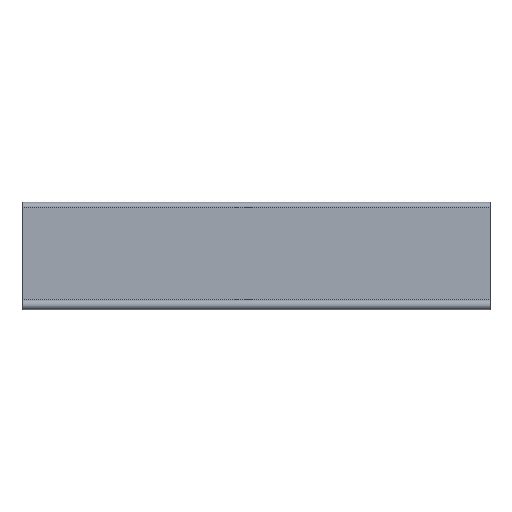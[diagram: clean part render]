
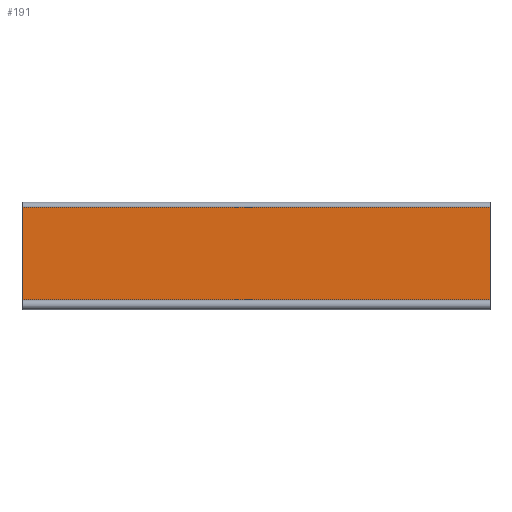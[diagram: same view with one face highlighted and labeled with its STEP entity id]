
A CAD part, left-side view. The second image highlights one B-rep face of the part: STEP entity #191.
In plain terms, the highlighted planar face has unit normal (-1, 0, 0).
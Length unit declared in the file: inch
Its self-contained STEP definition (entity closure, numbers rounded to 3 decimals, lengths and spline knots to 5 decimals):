
#130=CARTESIAN_POINT('',(3.1305,-2.8864,-0.59375));
#131=VERTEX_POINT('',#130);
#138=CARTESIAN_POINT('',(3.1305,3.1136,-0.59375));
#139=VERTEX_POINT('',#138);
#140=CARTESIAN_POINT('',(3.1305,0.1136,-0.59375));
#141=DIRECTION('',(0.,1.,0.));
#142=VECTOR('',#141,1.);
#143=LINE('',#140,#142);
#144=EDGE_CURVE('',#131,#139,#143,.T.);
#161=CARTESIAN_POINT('',(3.1305,-2.8864,0.59375));
#162=VERTEX_POINT('',#161);
#163=CARTESIAN_POINT('',(3.1305,-2.8864,0.59375));
#164=DIRECTION('',(0.,0.,1.));
#165=VECTOR('',#164,1.);
#166=LINE('',#163,#165);
#167=EDGE_CURVE('',#131,#162,#166,.T.);
#168=ORIENTED_EDGE('',*,*,#167,.T.);
#169=CARTESIAN_POINT('',(3.1305,3.1136,0.59375));
#170=VERTEX_POINT('',#169);
#171=CARTESIAN_POINT('',(3.1305,0.1136,0.59375));
#172=DIRECTION('',(0.,-1.,0.));
#173=VECTOR('',#172,1.);
#174=LINE('',#171,#173);
#175=EDGE_CURVE('',#170,#162,#174,.T.);
#176=ORIENTED_EDGE('',*,*,#175,.F.);
#177=CARTESIAN_POINT('',(3.1305,3.1136,0.59375));
#178=DIRECTION('',(0.,0.,-1.));
#179=VECTOR('',#178,1.);
#180=LINE('',#177,#179);
#181=EDGE_CURVE('',#170,#139,#180,.T.);
#182=ORIENTED_EDGE('',*,*,#181,.T.);
#183=ORIENTED_EDGE('',*,*,#144,.F.);
#184=EDGE_LOOP('',(#168,#176,#182,#183));
#185=FACE_OUTER_BOUND('',#184,.T.);
#186=CARTESIAN_POINT('',(3.1305,0.1136,0.));
#187=DIRECTION('',(-1.,0.,0.));
#188=DIRECTION('',(0.,0.,-1.));
#189=AXIS2_PLACEMENT_3D('',#186,#187,#188);
#190=PLANE('',#189);
#191=ADVANCED_FACE('',(#185),#190,.T.);
